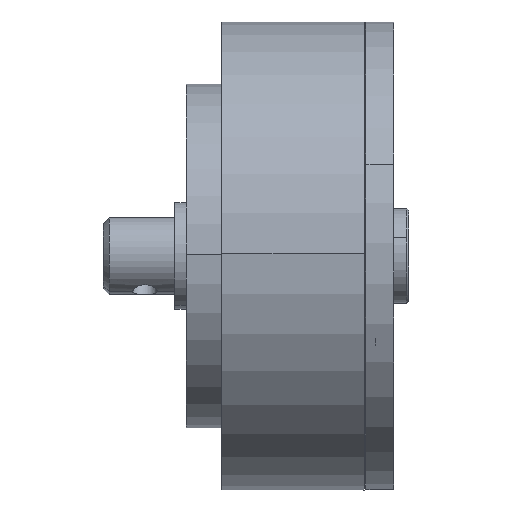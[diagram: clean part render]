
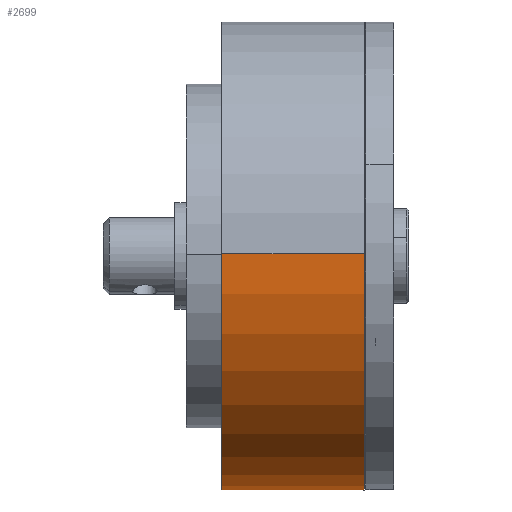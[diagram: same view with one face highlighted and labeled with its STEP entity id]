
A CAD part, left-side view. The second image highlights one B-rep face of the part: STEP entity #2699.
In plain terms, the highlighted cylindrical face has radius 39.5 mm (diameter 79 mm), a partial arc.
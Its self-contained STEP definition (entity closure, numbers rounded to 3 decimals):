
#129 = ORIENTED_EDGE ( 'NONE', *, *, #8573, .T. ) ;
#214 = LINE ( 'NONE', #1829, #2299 ) ;
#357 = DIRECTION ( 'NONE',  ( 0., 1., 0. ) ) ;
#400 = AXIS2_PLACEMENT_3D ( 'NONE', #4921, #357, #5666 ) ;
#474 = CARTESIAN_POINT ( 'NONE',  ( 41.026, 7.945, 2.015 ) ) ;
#546 = CARTESIAN_POINT ( 'NONE',  ( 40.543, 6.076, -3.146 ) ) ;
#583 = CARTESIAN_POINT ( 'NONE',  ( 39.716, 0.228, -7.05 ) ) ;
#629 = CARTESIAN_POINT ( 'NONE',  ( 40.234, -8.646, -4.841 ) ) ;
#636 = AXIS2_PLACEMENT_3D ( 'NONE', #4061, #9367, #4808 ) ;
#674 = CARTESIAN_POINT ( 'NONE',  ( 41.029, -12.055, 2.347 ) ) ;
#1154 = CARTESIAN_POINT ( 'NONE',  ( 41.032, -12.055, 2.679 ) ) ;
#1352 = CARTESIAN_POINT ( 'NONE',  ( 40.412, 5.464, -3.916 ) ) ;
#1390 = CARTESIAN_POINT ( 'NONE',  ( 39.647, -1.391, -7.307 ) ) ;
#1423 = CARTESIAN_POINT ( 'NONE',  ( 40.412, -9.586, -3.927 ) ) ;
#1829 = CARTESIAN_POINT ( 'NONE',  ( 41.032, -14.055, 2.679 ) ) ;
#1883 = DIRECTION ( 'NONE',  ( 0., 1., 0. ) ) ;
#1945 = VERTEX_POINT ( 'NONE', #3013 ) ;
#2121 = CARTESIAN_POINT ( 'NONE',  ( 40.236, 4.557, -4.844 ) ) ;
#2151 = CARTESIAN_POINT ( 'NONE',  ( 39.664, -3.367, -7.243 ) ) ;
#2188 = CARTESIAN_POINT ( 'NONE',  ( 40.623, -10.541, -2.617 ) ) ;
#2299 = VECTOR ( 'NONE', #2610, 1000. ) ;
#2440 = FACE_OUTER_BOUND ( 'NONE', #7006, .T. ) ;
#2610 = DIRECTION ( 'NONE',  ( 0., 1., 0. ) ) ;
#2699 = ADVANCED_FACE ( 'NONE', ( #2440 ), #7492, .T. ) ;
#2834 = CARTESIAN_POINT ( 'NONE',  ( 41.002, 7.88, 1.364 ) ) ;
#2864 = VECTOR ( 'NONE', #6118, 1000. ) ;
#2867 = CARTESIAN_POINT ( 'NONE',  ( 40.025, 3.236, -5.803 ) ) ;
#2904 = CARTESIAN_POINT ( 'NONE',  ( 39.782, -5.276, -6.799 ) ) ;
#2937 = CARTESIAN_POINT ( 'NONE',  ( 40.739, -11.021, -1.759 ) ) ;
#3013 = CARTESIAN_POINT ( 'NONE',  ( 41.032, 7.945, 2.679 ) ) ;
#3280 = B_SPLINE_CURVE_WITH_KNOTS ( 'NONE', 3,
 ( #7310, #474, #2834, #8125, #3598, #8907, #4352, #9663, #5102, #546, #5860, #1352, #6586, #2121, #7380, #2867, #8162, #3633, #8942, #4383, #9693, #5144, #583, #5889, #1390, #6622, #2151, #7417, #2904, #8194, #3664, #8983, #4419, #9725, #5177, #629, #5917, #1423, #6655, #2188, #7455, #2937, #8228, #3693, #9017, #4461, #9762, #5208, #674, #5956 ),
 .UNSPECIFIED., .F., .F.,
 ( 4, 2, 2, 2, 2, 2, 2, 2, 2, 2, 2, 2, 2, 2, 2, 2, 2, 2, 2, 2, 2, 2, 2, 2, 4 ),
 ( 0.031, 0.033, 0.034, 0.035, 0.037, 0.038, 0.039, 0.041, 0.042, 0.043, 0.044, 0.045, 0.047, 0.049, 0.051, 0.052, 0.053, 0.054, 0.055, 0.057, 0.058, 0.059, 0.061, 0.062, 0.063 ),
 .UNSPECIFIED. ) ;
#3598 = CARTESIAN_POINT ( 'NONE',  ( 40.922, 7.608, 0.086 ) ) ;
#3633 = CARTESIAN_POINT ( 'NONE',  ( 39.912, 2.379, -6.279 ) ) ;
#3664 = CARTESIAN_POINT ( 'NONE',  ( 39.911, -6.485, -6.281 ) ) ;
#3693 = CARTESIAN_POINT ( 'NONE',  ( 40.872, -11.539, -0.558 ) ) ;
#3879 = CARTESIAN_POINT ( 'NONE',  ( -37.964, -14.055, 3.461 ) ) ;
#3944 = DIRECTION ( 'NONE',  ( 0., 1., 0. ) ) ;
#4051 = ORIENTED_EDGE ( 'NONE', *, *, #7727, .T. ) ;
#4061 = CARTESIAN_POINT ( 'NONE',  ( 1.534, 9.945, 3.07 ) ) ;
#4352 = CARTESIAN_POINT ( 'NONE',  ( 40.84, 7.305, -0.855 ) ) ;
#4383 = CARTESIAN_POINT ( 'NONE',  ( 39.815, 1.485, -6.668 ) ) ;
#4396 = VECTOR ( 'NONE', #3944, 1000. ) ;
#4419 = CARTESIAN_POINT ( 'NONE',  ( 40.024, -7.341, -5.807 ) ) ;
#4461 = CARTESIAN_POINT ( 'NONE',  ( 40.983, -11.923, 1.03 ) ) ;
#4748 = AXIS2_PLACEMENT_3D ( 'NONE', #4867, #1883, #6398 ) ;
#4808 = DIRECTION ( 'NONE',  ( -1., 0., 0.01 ) ) ;
#4864 = LINE ( 'NONE', #3879, #2864 ) ;
#4867 = CARTESIAN_POINT ( 'NONE',  ( 1.534, -14.055, 3.07 ) ) ;
#4921 = CARTESIAN_POINT ( 'NONE',  ( 1.534, -14.055, 3.07 ) ) ;
#4994 = EDGE_CURVE ( 'NONE', #8232, #7868, #214, .T. ) ;
#5045 = CARTESIAN_POINT ( 'NONE',  ( 41.032, 9.945, 2.679 ) ) ;
#5102 = CARTESIAN_POINT ( 'NONE',  ( 40.667, 6.621, -2.334 ) ) ;
#5144 = CARTESIAN_POINT ( 'NONE',  ( 39.737, 0.551, -6.969 ) ) ;
#5177 = CARTESIAN_POINT ( 'NONE',  ( 40.148, -8.142, -5.253 ) ) ;
#5208 = CARTESIAN_POINT ( 'NONE',  ( 41.021, -12.038, 2.017 ) ) ;
#5666 = DIRECTION ( 'NONE',  ( -1., 0., 0.01 ) ) ;
#5793 = VERTEX_POINT ( 'NONE', #5045 ) ;
#5860 = CARTESIAN_POINT ( 'NONE',  ( 40.5, 5.88, -3.411 ) ) ;
#5889 = CARTESIAN_POINT ( 'NONE',  ( 39.664, -0.74, -7.243 ) ) ;
#5917 = CARTESIAN_POINT ( 'NONE',  ( 40.279, -8.891, -4.62 ) ) ;
#5956 = CARTESIAN_POINT ( 'NONE',  ( 41.032, -12.055, 2.679 ) ) ;
#6118 = DIRECTION ( 'NONE',  ( 0., 1., 0. ) ) ;
#6398 = DIRECTION ( 'NONE',  ( -1., 0., 0.01 ) ) ;
#6586 = CARTESIAN_POINT ( 'NONE',  ( 40.368, 5.245, -4.157 ) ) ;
#6622 = CARTESIAN_POINT ( 'NONE',  ( 39.646, -2.701, -7.308 ) ) ;
#6655 = CARTESIAN_POINT ( 'NONE',  ( 40.5, -9.998, -3.426 ) ) ;
#6946 = CIRCLE ( 'NONE', #636, 39.5 ) ;
#7006 = EDGE_LOOP ( 'NONE', ( #9753, #129, #7015, #7958, #7372, #4051 ) ) ;
#7015 = ORIENTED_EDGE ( 'NONE', *, *, #8160, .T. ) ;
#7103 = VERTEX_POINT ( 'NONE', #8720 ) ;
#7310 = CARTESIAN_POINT ( 'NONE',  ( 41.032, 7.945, 2.679 ) ) ;
#7372 = ORIENTED_EDGE ( 'NONE', *, *, #8202, .F. ) ;
#7380 = CARTESIAN_POINT ( 'NONE',  ( 40.148, 4.055, -5.256 ) ) ;
#7417 = CARTESIAN_POINT ( 'NONE',  ( 39.732, -4.651, -6.988 ) ) ;
#7455 = CARTESIAN_POINT ( 'NONE',  ( 40.663, -10.71, -2.338 ) ) ;
#7492 = CYLINDRICAL_SURFACE ( 'NONE', #4748, 39.5 ) ;
#7552 = CIRCLE ( 'NONE', #400, 39.5 ) ;
#7721 = CARTESIAN_POINT ( 'NONE',  ( 41.032, -14.055, 2.679 ) ) ;
#7727 = EDGE_CURVE ( 'NONE', #1945, #7868, #3280, .T. ) ;
#7803 = CARTESIAN_POINT ( 'NONE',  ( -37.964, 9.945, 3.461 ) ) ;
#7868 = VERTEX_POINT ( 'NONE', #1154 ) ;
#7958 = ORIENTED_EDGE ( 'NONE', *, *, #8237, .T. ) ;
#8125 = CARTESIAN_POINT ( 'NONE',  ( 40.945, 7.688, 0.403 ) ) ;
#8160 = EDGE_CURVE ( 'NONE', #7103, #9109, #4864, .T. ) ;
#8162 = CARTESIAN_POINT ( 'NONE',  ( 39.985, 2.954, -5.972 ) ) ;
#8194 = CARTESIAN_POINT ( 'NONE',  ( 39.877, -6.186, -6.423 ) ) ;
#8202 = EDGE_CURVE ( 'NONE', #1945, #5793, #8434, .T. ) ;
#8228 = CARTESIAN_POINT ( 'NONE',  ( 40.774, -11.162, -1.462 ) ) ;
#8232 = VERTEX_POINT ( 'NONE', #9276 ) ;
#8237 = EDGE_CURVE ( 'NONE', #9109, #5793, #6946, .T. ) ;
#8434 = LINE ( 'NONE', #7721, #4396 ) ;
#8573 = EDGE_CURVE ( 'NONE', #8232, #7103, #7552, .T. ) ;
#8720 = CARTESIAN_POINT ( 'NONE',  ( -37.964, -14.055, 3.461 ) ) ;
#8907 = CARTESIAN_POINT ( 'NONE',  ( 40.87, 7.417, -0.543 ) ) ;
#8942 = CARTESIAN_POINT ( 'NONE',  ( 39.878, 2.085, -6.419 ) ) ;
#8983 = CARTESIAN_POINT ( 'NONE',  ( 39.985, -7.062, -5.974 ) ) ;
#9017 = CARTESIAN_POINT ( 'NONE',  ( 40.925, -11.729, 0.065 ) ) ;
#9109 = VERTEX_POINT ( 'NONE', #7803 ) ;
#9276 = CARTESIAN_POINT ( 'NONE',  ( 41.032, -14.055, 2.679 ) ) ;
#9367 = DIRECTION ( 'NONE',  ( 0., -1., 0. ) ) ;
#9663 = CARTESIAN_POINT ( 'NONE',  ( 40.742, 6.928, -1.761 ) ) ;
#9693 = CARTESIAN_POINT ( 'NONE',  ( 39.787, 1.178, -6.778 ) ) ;
#9725 = CARTESIAN_POINT ( 'NONE',  ( 40.106, -7.881, -5.446 ) ) ;
#9753 = ORIENTED_EDGE ( 'NONE', *, *, #4994, .F. ) ;
#9762 = CARTESIAN_POINT ( 'NONE',  ( 40.998, -11.973, 1.358 ) ) ;
